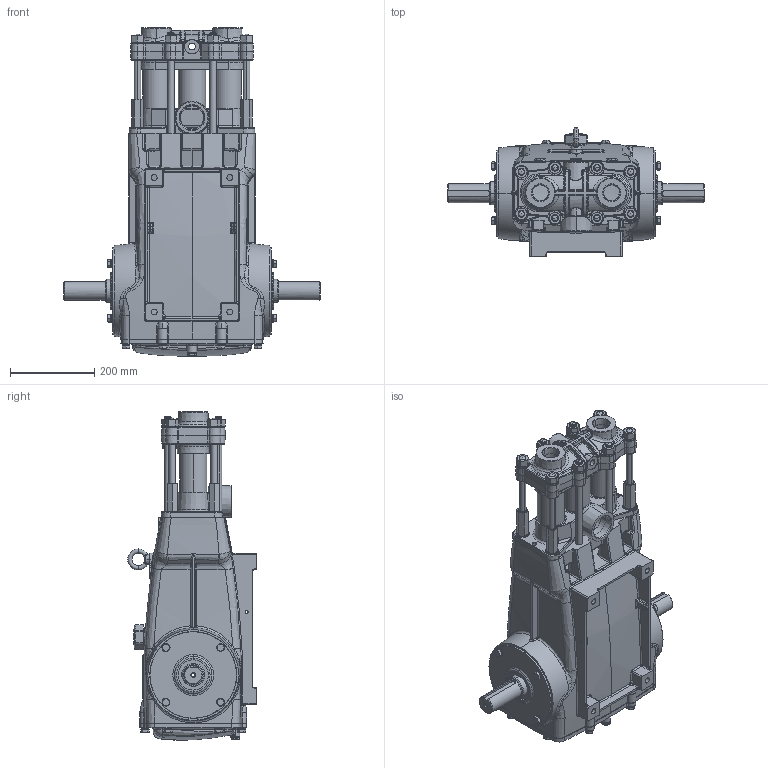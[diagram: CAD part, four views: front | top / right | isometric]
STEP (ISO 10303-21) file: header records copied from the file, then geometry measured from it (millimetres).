
FILE_DESCRIPTION (( 'STEP AP203' ), '1' );
FILE_NAME ('6021.STEP', '2022-06-03T18:59:17', ( '' ), ( '' ), 'SwSTEP 2.0', 'SolidWorks 2021', '' );
FILE_SCHEMA (( 'CONFIG_CONTROL_DESIGN' ));
Length unit declared in the file: inch
Products named in the file (1): 6021
Bounding box: 610 x 306 x 782.95 mm (x, y, z)
Surface area: 1364552.4 mm2 (no closed solid volume)
Topology: 0 solids, 101 shells, 2145 faces, 6032 edges, 3865 vertices
Faces by surface type: cylinder 757, bspline 519, plane 464, cone 209, torus 135, sphere 61
Entity records: 112848 total; most frequent: CARTESIAN_POINT 64436, ORIENTED_EDGE 10486, DIRECTION 8955, EDGE_CURVE 5970, VERTEX_POINT 3845, AXIS2_PLACEMENT_3D 3636, EDGE_LOOP 2308, ADVANCED_FACE 2145
